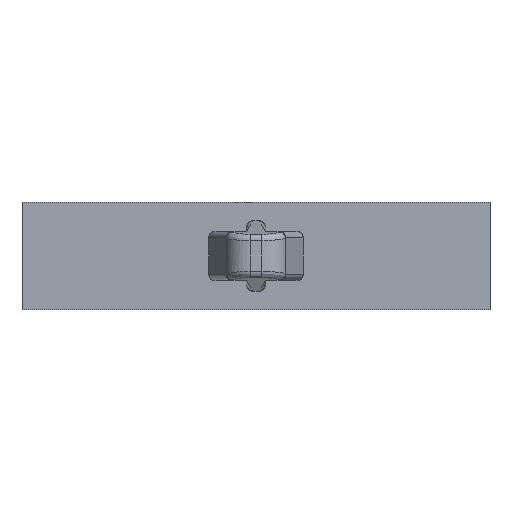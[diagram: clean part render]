
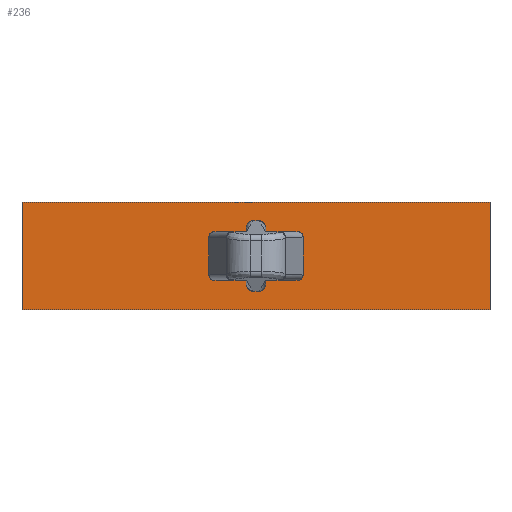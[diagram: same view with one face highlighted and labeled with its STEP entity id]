
A CAD part, front view. The second image highlights one B-rep face of the part: STEP entity #236.
In plain terms, the highlighted planar face has unit normal (0, -1, 0).
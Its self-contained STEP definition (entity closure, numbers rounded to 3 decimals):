
#121=FACE_BOUND('',#571,.T.);
#122=FACE_BOUND('',#572,.T.);
#149=PLANE('',#2798);
#236=ADVANCED_FACE('',(#121,#122),#149,.T.);
#571=EDGE_LOOP('',(#1529,#1530,#1531,#1532));
#572=EDGE_LOOP('',(#1533,#1534,#1535,#1536,#1537,#1538,#1539,#1540));
#712=LINE('',#3797,#976);
#750=LINE('',#3882,#1014);
#810=LINE('',#4016,#1074);
#811=LINE('',#4018,#1075);
#812=LINE('',#4022,#1076);
#813=LINE('',#4026,#1077);
#814=LINE('',#4030,#1078);
#815=LINE('',#4034,#1079);
#976=VECTOR('',#3038,1.);
#1014=VECTOR('',#3094,1.);
#1074=VECTOR('',#3206,1.);
#1075=VECTOR('',#3209,1.);
#1076=VECTOR('',#3212,1.);
#1077=VECTOR('',#3215,1.);
#1078=VECTOR('',#3218,1.);
#1079=VECTOR('',#3221,1.);
#1245=CIRCLE('',#2794,0.3);
#1246=CIRCLE('',#2795,0.3);
#1247=CIRCLE('',#2796,0.3);
#1248=CIRCLE('',#2797,0.3);
#1529=ORIENTED_EDGE('',*,*,#2473,.T.);
#1530=ORIENTED_EDGE('',*,*,#2404,.F.);
#1531=ORIENTED_EDGE('',*,*,#2472,.F.);
#1532=ORIENTED_EDGE('',*,*,#2362,.T.);
#1533=ORIENTED_EDGE('',*,*,#2474,.T.);
#1534=ORIENTED_EDGE('',*,*,#2475,.T.);
#1535=ORIENTED_EDGE('',*,*,#2476,.T.);
#1536=ORIENTED_EDGE('',*,*,#2477,.T.);
#1537=ORIENTED_EDGE('',*,*,#2478,.T.);
#1538=ORIENTED_EDGE('',*,*,#2479,.F.);
#1539=ORIENTED_EDGE('',*,*,#2480,.T.);
#1540=ORIENTED_EDGE('',*,*,#2481,.F.);
#2122=VERTEX_POINT('',#3796);
#2123=VERTEX_POINT('',#3798);
#2160=VERTEX_POINT('',#3881);
#2161=VERTEX_POINT('',#3883);
#2209=VERTEX_POINT('',#4020);
#2210=VERTEX_POINT('',#4021);
#2211=VERTEX_POINT('',#4023);
#2212=VERTEX_POINT('',#4025);
#2213=VERTEX_POINT('',#4027);
#2214=VERTEX_POINT('',#4029);
#2215=VERTEX_POINT('',#4031);
#2216=VERTEX_POINT('',#4033);
#2362=EDGE_CURVE('',#2123,#2122,#712,.T.);
#2404=EDGE_CURVE('',#2160,#2161,#750,.T.);
#2472=EDGE_CURVE('',#2123,#2160,#810,.T.);
#2473=EDGE_CURVE('',#2122,#2161,#811,.T.);
#2474=EDGE_CURVE('',#2209,#2210,#1245,.T.);
#2475=EDGE_CURVE('',#2210,#2211,#812,.T.);
#2476=EDGE_CURVE('',#2211,#2212,#1246,.T.);
#2477=EDGE_CURVE('',#2212,#2213,#813,.T.);
#2478=EDGE_CURVE('',#2213,#2214,#1247,.T.);
#2479=EDGE_CURVE('',#2215,#2214,#814,.T.);
#2480=EDGE_CURVE('',#2215,#2216,#1248,.T.);
#2481=EDGE_CURVE('',#2209,#2216,#815,.T.);
#2794=AXIS2_PLACEMENT_3D('',#4019,#3210,#3211);
#2795=AXIS2_PLACEMENT_3D('',#4024,#3213,#3214);
#2796=AXIS2_PLACEMENT_3D('',#4028,#3216,#3217);
#2797=AXIS2_PLACEMENT_3D('',#4032,#3219,#3220);
#2798=AXIS2_PLACEMENT_3D('',#4035,#3222,#3223);
#3038=DIRECTION('',(1.,0.,0.));
#3094=DIRECTION('',(1.,0.,0.));
#3206=DIRECTION('',(0.,0.,1.));
#3209=DIRECTION('',(0.,0.,1.));
#3210=DIRECTION('',(0.,1.,0.));
#3211=DIRECTION('',(-1.,0.,0.));
#3212=DIRECTION('',(1.,0.,0.));
#3213=DIRECTION('',(0.,1.,0.));
#3214=DIRECTION('',(0.,0.,1.));
#3215=DIRECTION('',(0.,0.,-1.));
#3216=DIRECTION('',(0.,1.,0.));
#3217=DIRECTION('',(1.,0.,0.));
#3218=DIRECTION('',(1.,0.,0.));
#3219=DIRECTION('',(0.,1.,0.));
#3220=DIRECTION('',(0.,0.,-1.));
#3221=DIRECTION('',(0.,0.,-1.));
#3222=DIRECTION('',(0.,-1.,0.));
#3223=DIRECTION('',(0.,0.,-1.));
#3796=CARTESIAN_POINT('',(11.,0.,0.));
#3797=CARTESIAN_POINT('',(-11.,0.,0.));
#3798=CARTESIAN_POINT('',(-11.,0.,0.));
#3881=CARTESIAN_POINT('',(-11.,0.,5.05));
#3882=CARTESIAN_POINT('',(-11.,0.,5.05));
#3883=CARTESIAN_POINT('',(11.,0.,5.05));
#4016=CARTESIAN_POINT('',(-11.,0.,0.));
#4018=CARTESIAN_POINT('',(11.,0.,0.));
#4019=CARTESIAN_POINT('',(-0.15,0.,3.875));
#4020=CARTESIAN_POINT('',(-0.45,0.,3.875));
#4021=CARTESIAN_POINT('',(-0.15,0.,4.175));
#4022=CARTESIAN_POINT('',(-0.15,0.,4.175));
#4023=CARTESIAN_POINT('',(0.15,0.,4.175));
#4024=CARTESIAN_POINT('',(0.15,0.,3.875));
#4025=CARTESIAN_POINT('',(0.45,0.,3.875));
#4026=CARTESIAN_POINT('',(0.45,0.,3.875));
#4027=CARTESIAN_POINT('',(0.45,0.,1.175));
#4028=CARTESIAN_POINT('',(0.15,0.,1.175));
#4029=CARTESIAN_POINT('',(0.15,0.,0.875));
#4030=CARTESIAN_POINT('',(-0.15,0.,0.875));
#4031=CARTESIAN_POINT('',(-0.15,0.,0.875));
#4032=CARTESIAN_POINT('',(-0.15,0.,1.175));
#4033=CARTESIAN_POINT('',(-0.45,0.,1.175));
#4034=CARTESIAN_POINT('',(-0.45,0.,3.875));
#4035=CARTESIAN_POINT('',(-11.,0.,0.));
